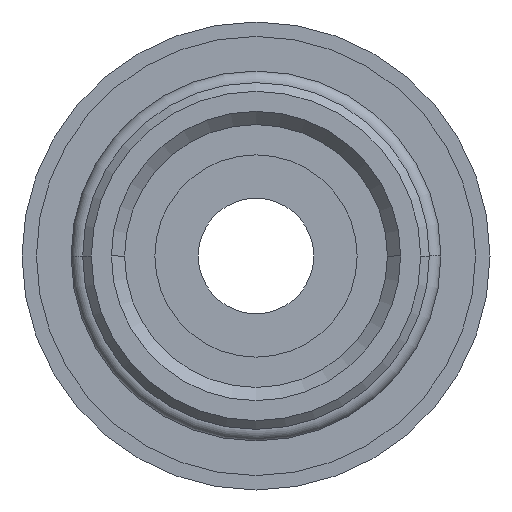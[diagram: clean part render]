
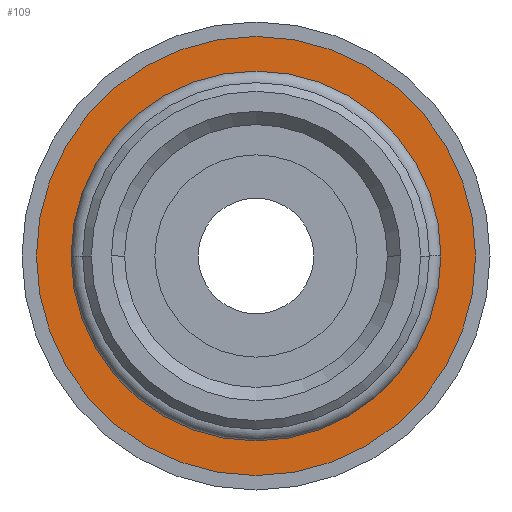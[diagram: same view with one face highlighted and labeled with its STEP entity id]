
A CAD part, front view. The second image highlights one B-rep face of the part: STEP entity #109.
In plain terms, the highlighted planar face has unit normal (0, -1, 0).
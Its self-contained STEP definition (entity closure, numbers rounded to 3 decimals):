
#109=ADVANCED_FACE('',(#262,#263),#264,.T.);
#262=FACE_OUTER_BOUND('',#467,.T.);
#263=FACE_BOUND('',#468,.T.);
#264=PLANE('',#469);
#467=EDGE_LOOP('',(#724,#725));
#468=EDGE_LOOP('',(#726,#727));
#469=AXIS2_PLACEMENT_3D('',#728,#729,#730);
#724=ORIENTED_EDGE('',*,*,#1131,.F.);
#725=ORIENTED_EDGE('',*,*,#1170,.F.);
#726=ORIENTED_EDGE('',*,*,#1163,.T.);
#727=ORIENTED_EDGE('',*,*,#1171,.T.);
#728=CARTESIAN_POINT('',(6.8,4.0,0.0));
#729=DIRECTION('',(-0.0,-1.0,-0.0));
#730=DIRECTION('',(-1.0,0.0,0.0));
#1131=EDGE_CURVE('',#1323,#1326,#1327,.T.);
#1163=EDGE_CURVE('',#1372,#1376,#1378,.T.);
#1170=EDGE_CURVE('',#1326,#1323,#1389,.T.);
#1171=EDGE_CURVE('',#1376,#1372,#1390,.T.);
#1323=VERTEX_POINT('',#1586);
#1326=VERTEX_POINT('',#1590);
#1327=CIRCLE('',#1591,7.6);
#1372=VERTEX_POINT('',#1641);
#1376=VERTEX_POINT('',#1646);
#1378=CIRCLE('',#1649,6.0);
#1389=CIRCLE('',#1662,7.6);
#1390=CIRCLE('',#1663,6.0);
#1586=CARTESIAN_POINT('',(7.6,4.0,0.0));
#1590=CARTESIAN_POINT('',(-7.6,4.0,0.));
#1591=AXIS2_PLACEMENT_3D('',#1884,#1885,#1886);
#1641=CARTESIAN_POINT('',(6.0,4.0,0.0));
#1646=CARTESIAN_POINT('',(-6.0,4.0,0.));
#1649=AXIS2_PLACEMENT_3D('',#1945,#1946,#1947);
#1662=AXIS2_PLACEMENT_3D('',#1956,#1957,#1958);
#1663=AXIS2_PLACEMENT_3D('',#1959,#1960,#1961);
#1884=CARTESIAN_POINT('',(0.0,4.0,0.0));
#1885=DIRECTION('',(-0.0,1.0,0.0));
#1886=DIRECTION('',(1.0,0.0,0.0));
#1945=CARTESIAN_POINT('',(0.0,4.0,0.0));
#1946=DIRECTION('',(-0.0,1.0,0.0));
#1947=DIRECTION('',(1.0,0.0,0.0));
#1956=CARTESIAN_POINT('',(0.0,4.0,0.0));
#1957=DIRECTION('',(-0.0,1.0,0.0));
#1958=DIRECTION('',(1.0,0.0,0.0));
#1959=CARTESIAN_POINT('',(0.0,4.0,0.0));
#1960=DIRECTION('',(-0.0,1.0,0.0));
#1961=DIRECTION('',(1.0,0.0,0.0));
